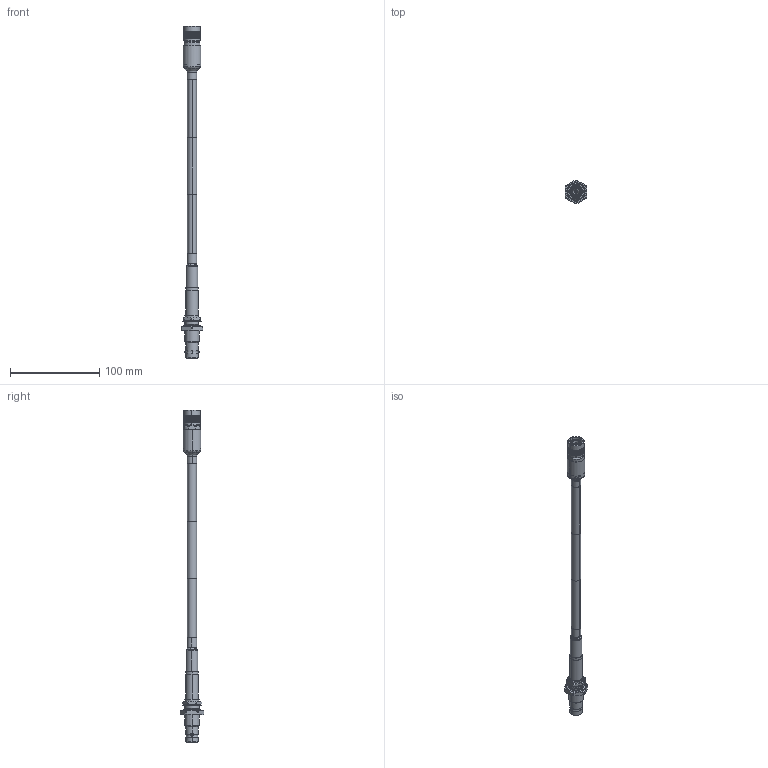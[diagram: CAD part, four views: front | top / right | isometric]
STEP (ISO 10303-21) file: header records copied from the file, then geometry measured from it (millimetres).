
FILE_DESCRIPTION (( 'STEP AP214' ), '1' );
FILE_NAME ('FMCA9794_3D.step', '2024-07-29T14:46:07', ( '' ), ( '' ), 'SwSTEP 2.0', 'SolidWorks 2022', '' );
FILE_SCHEMA (( 'AUTOMOTIVE_DESIGN' ));
Length unit declared in the file: inch
Products named in the file (10): FMCN45903; 20KV-8105-0213; Heat Shrink^FMCA9794; Heat Shrink^FMCA9794_1" Long; N8105-8; N8105-7_2; FMCA9794_3D; RG213-PROD_RG213_GID 230180; 20KV8500-4; FMCN45843
Assembly tree (9 placements, depth 3):
  FMCA9794_3D
    RG213-PROD_RG213_GID 230180
    FMCN45843
      20KV-8105-0213
      N8105-7_2
      N8105-8
      20KV8500-4
    FMCN45903
    Heat Shrink^FMCA9794_1" Long
    Heat Shrink^FMCA9794
Bounding box: 23.85 x 26.59 x 372.52 mm (x, y, z)
Volume: 44125.5 mm3; surface area: 30850.4 mm2
Topology: 9 solids, 9 shells, 4262 faces, 8914 edges, 4695 vertices
Faces by surface type: bspline 3158, cylinder 890, plane 124, cone 70, torus 20
Entity records: 197683 total; most frequent: CARTESIAN_POINT 141277, ORIENTED_EDGE 17828, EDGE_CURVE 8914, VERTEX_POINT 4695, EDGE_LOOP 4297, FACE_OUTER_BOUND 4262, ADVANCED_FACE 4262, DIRECTION 3765
